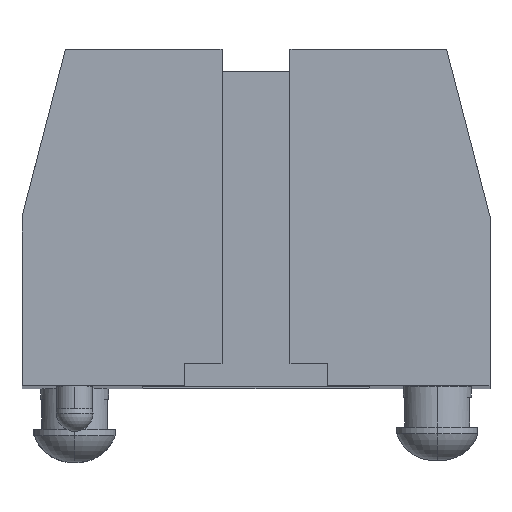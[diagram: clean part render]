
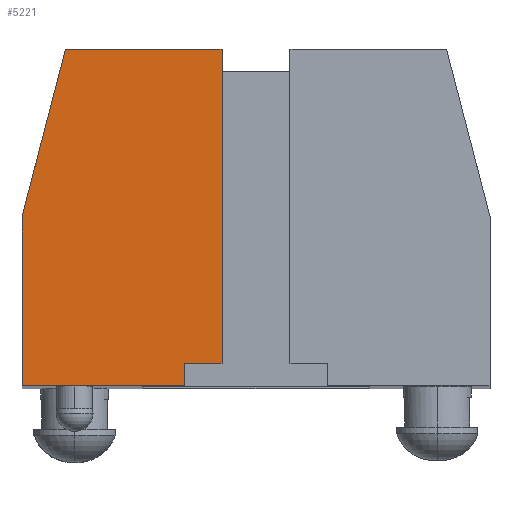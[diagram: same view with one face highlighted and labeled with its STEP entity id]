
A CAD part, top view. The second image highlights one B-rep face of the part: STEP entity #5221.
In plain terms, the highlighted planar face has unit normal (0, 0, 1).
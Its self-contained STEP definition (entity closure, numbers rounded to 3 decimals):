
#68 = CARTESIAN_POINT ( 'NONE',  ( -1.5, 14.86, 38.525 ) ) ;
#110 = ORIENTED_EDGE ( 'NONE', *, *, #4323, .F. ) ;
#127 = CARTESIAN_POINT ( 'NONE',  ( -3.175, 1., 38.525 ) ) ;
#270 = VERTEX_POINT ( 'NONE', #2079 ) ;
#363 = LINE ( 'NONE', #3161, #2774 ) ;
#418 = EDGE_CURVE ( 'NONE', #4421, #1780, #3873, .T. ) ;
#439 = DIRECTION ( 'NONE',  ( 0., 0., 1. ) ) ;
#559 = ORIENTED_EDGE ( 'NONE', *, *, #4506, .F. ) ;
#586 = CARTESIAN_POINT ( 'NONE',  ( -3.175, 1., 38.525 ) ) ;
#599 = VECTOR ( 'NONE', #1633, 1000. ) ;
#636 = VERTEX_POINT ( 'NONE', #1884 ) ;
#763 = EDGE_LOOP ( 'NONE', ( #559, #110, #5437, #2445, #1607, #2378, #3027 ) ) ;
#1038 = DIRECTION ( 'NONE',  ( 0., -1., 0. ) ) ;
#1045 = EDGE_CURVE ( 'NONE', #2515, #636, #2723, .T. ) ;
#1065 = LINE ( 'NONE', #127, #4922 ) ;
#1213 = CARTESIAN_POINT ( 'NONE',  ( -10.325, 0., 38.525 ) ) ;
#1353 = VERTEX_POINT ( 'NONE', #1672 ) ;
#1607 = ORIENTED_EDGE ( 'NONE', *, *, #2624, .T. ) ;
#1633 = DIRECTION ( 'NONE',  ( 0., -1., 0. ) ) ;
#1643 = EDGE_CURVE ( 'NONE', #1353, #2515, #5504, .T. ) ;
#1672 = CARTESIAN_POINT ( 'NONE',  ( -10.325, 7.457, 38.525 ) ) ;
#1711 = DIRECTION ( 'NONE',  ( 1., 0., 0. ) ) ;
#1780 = VERTEX_POINT ( 'NONE', #5350 ) ;
#1884 = CARTESIAN_POINT ( 'NONE',  ( -3.175, 0., 38.525 ) ) ;
#1988 = VECTOR ( 'NONE', #5547, 1000. ) ;
#2079 = CARTESIAN_POINT ( 'NONE',  ( -8.409, 14.86, 38.525 ) ) ;
#2181 = AXIS2_PLACEMENT_3D ( 'NONE', #2240, #439, #5938 ) ;
#2208 = DIRECTION ( 'NONE',  ( -1., 0., 0. ) ) ;
#2240 = CARTESIAN_POINT ( 'NONE',  ( 0., 0., 38.525 ) ) ;
#2378 = ORIENTED_EDGE ( 'NONE', *, *, #1643, .T. ) ;
#2445 = ORIENTED_EDGE ( 'NONE', *, *, #3014, .T. ) ;
#2488 = LINE ( 'NONE', #5192, #1988 ) ;
#2515 = VERTEX_POINT ( 'NONE', #4931 ) ;
#2603 = FACE_OUTER_BOUND ( 'NONE', #763, .T. ) ;
#2624 = EDGE_CURVE ( 'NONE', #270, #1353, #2488, .T. ) ;
#2723 = LINE ( 'NONE', #1213, #2747 ) ;
#2735 = CARTESIAN_POINT ( 'NONE',  ( -10.325, 7.457, 38.525 ) ) ;
#2747 = VECTOR ( 'NONE', #1711, 1000. ) ;
#2774 = VECTOR ( 'NONE', #4009, 1000. ) ;
#3014 = EDGE_CURVE ( 'NONE', #4421, #270, #363, .T. ) ;
#3027 = ORIENTED_EDGE ( 'NONE', *, *, #1045, .T. ) ;
#3161 = CARTESIAN_POINT ( 'NONE',  ( 8.409, 14.86, 38.525 ) ) ;
#3192 = VECTOR ( 'NONE', #2208, 1000. ) ;
#3544 = CARTESIAN_POINT ( 'NONE',  ( -3.175, 1., 38.525 ) ) ;
#3873 = LINE ( 'NONE', #4852, #599 ) ;
#4009 = DIRECTION ( 'NONE',  ( -1., 0., 0. ) ) ;
#4323 = EDGE_CURVE ( 'NONE', #1780, #4498, #4511, .T. ) ;
#4417 = VECTOR ( 'NONE', #4586, 1000. ) ;
#4421 = VERTEX_POINT ( 'NONE', #68 ) ;
#4498 = VERTEX_POINT ( 'NONE', #586 ) ;
#4506 = EDGE_CURVE ( 'NONE', #4498, #636, #1065, .T. ) ;
#4511 = LINE ( 'NONE', #3544, #3192 ) ;
#4586 = DIRECTION ( 'NONE',  ( 0., -1., 0. ) ) ;
#4852 = CARTESIAN_POINT ( 'NONE',  ( -1.5, 0., 38.525 ) ) ;
#4922 = VECTOR ( 'NONE', #1038, 1000. ) ;
#4931 = CARTESIAN_POINT ( 'NONE',  ( -10.325, 0., 38.525 ) ) ;
#5192 = CARTESIAN_POINT ( 'NONE',  ( -8.409, 14.86, 38.525 ) ) ;
#5221 = ADVANCED_FACE ( 'NONE', ( #2603 ), #5730, .T. ) ;
#5350 = CARTESIAN_POINT ( 'NONE',  ( -1.5, 1., 38.525 ) ) ;
#5437 = ORIENTED_EDGE ( 'NONE', *, *, #418, .F. ) ;
#5504 = LINE ( 'NONE', #2735, #4417 ) ;
#5547 = DIRECTION ( 'NONE',  ( -0.251, -0.968, 0. ) ) ;
#5730 = PLANE ( 'NONE',  #2181 ) ;
#5938 = DIRECTION ( 'NONE',  ( 1., 0., 0. ) ) ;
